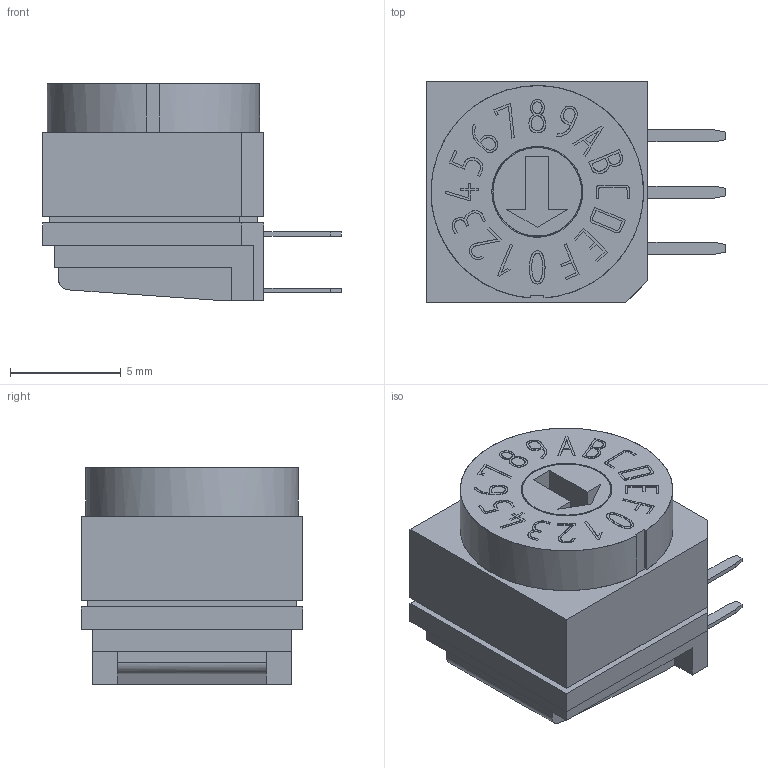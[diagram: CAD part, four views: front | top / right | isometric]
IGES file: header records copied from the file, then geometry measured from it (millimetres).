
Start section: C
Global section: file name: 42842732091x_16_Pos.igs; native system: By Siemens PLM Incorporated; preprocessor: XPlus GENERIC/IGES 16.0.42; author: Author; organization: Title; date: 20140314.105122; units: millimetre
Bounding box: 13.5 x 10 x 9.8 mm (x, y, z)
Surface area: 680.9 mm2 (no closed solid volume)
Topology: 0 solids, 0 shells, 260 faces, 1772 edges, 1772 vertices
Faces by surface type: bspline 260
